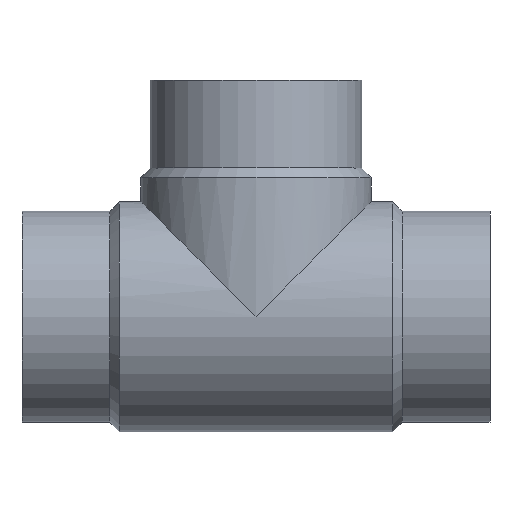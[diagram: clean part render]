
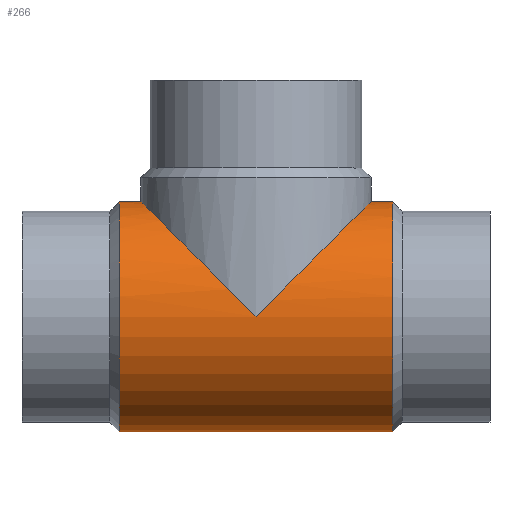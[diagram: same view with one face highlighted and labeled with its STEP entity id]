
A CAD part, top view. The second image highlights one B-rep face of the part: STEP entity #266.
In plain terms, the highlighted cylindrical face has radius 68.2 mm (diameter 136.4 mm), a partial arc.
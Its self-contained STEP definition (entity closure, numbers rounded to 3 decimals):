
#216 = EDGE_CURVE( '', #250, #288, #472, .T. );
#222 = VERTEX_POINT( '', #478 );
#238 = EDGE_CURVE( '', #250, #282, #496, .T. );
#244 = VERTEX_POINT( '', #503 );
#250 = VERTEX_POINT( '', #510 );
#262 = EDGE_CURVE( '', #312, #288, #523, .T. );
#264 = EDGE_CURVE( '', #244, #274, #525, .T. );
#266 = ADVANCED_FACE( '', ( #527 ), #528, .T. );
#270 = EDGE_CURVE( '', #222, #312, #532, .T. );
#272 = EDGE_CURVE( '', #282, #244, #534, .T. );
#274 = VERTEX_POINT( '', #536 );
#282 = VERTEX_POINT( '', #544 );
#288 = VERTEX_POINT( '', #550 );
#312 = VERTEX_POINT( '', #575 );
#354 = EDGE_CURVE( '', #274, #222, #621, .T. );
#472 = CIRCLE( '', #756, 68.2 );
#478 = CARTESIAN_POINT( '', ( -138.5, 0., 68.2 ) );
#496 = LINE( '', #787, #788 );
#503 = CARTESIAN_POINT( '', ( -57.7, 68.2, 0. ) );
#510 = CARTESIAN_POINT( '', ( -219.3, -68.2, 0. ) );
#523 = LINE( '', #820, #821 );
#525 = LINE( '', #824, #825 );
#527 = FACE_OUTER_BOUND( '', #827, .T. );
#528 = CYLINDRICAL_SURFACE( '', #828, 68.2 );
#532 = ELLIPSE( '', #834, 96.449, 68.2 );
#534 = CIRCLE( '', #837, 68.2 );
#536 = CARTESIAN_POINT( '', ( -70.3, 68.2, 0. ) );
#544 = CARTESIAN_POINT( '', ( -57.7, -68.2, 0. ) );
#550 = CARTESIAN_POINT( '', ( -219.3, 68.2, 0. ) );
#575 = CARTESIAN_POINT( '', ( -206.7, 68.2, 0. ) );
#621 = ELLIPSE( '', #954, 96.449, 68.2 );
#756 = AXIS2_PLACEMENT_3D( '', #1123, #1124, #1125 );
#787 = CARTESIAN_POINT( '', ( -138.5, -68.2, 0. ) );
#788 = VECTOR( '', #1153, 1. );
#820 = CARTESIAN_POINT( '', ( -138.5, 68.2, 0. ) );
#821 = VECTOR( '', #1185, 1. );
#824 = CARTESIAN_POINT( '', ( -138.5, 68.2, 0. ) );
#825 = VECTOR( '', #1186, 1. );
#827 = EDGE_LOOP( '', ( #1188, #1189, #1190, #1191, #1192, #1193, #1194 ) );
#828 = AXIS2_PLACEMENT_3D( '', #1195, #1196, #1197 );
#834 = AXIS2_PLACEMENT_3D( '', #1201, #1202, #1203 );
#837 = AXIS2_PLACEMENT_3D( '', #1204, #1205, #1206 );
#954 = AXIS2_PLACEMENT_3D( '', #1281, #1282, #1283 );
#1123 = CARTESIAN_POINT( '', ( -219.3, 0., 0. ) );
#1124 = DIRECTION( '', ( -1., 0., 0. ) );
#1125 = DIRECTION( '', ( 0., 1., 0. ) );
#1153 = DIRECTION( '', ( 1., 0., 0. ) );
#1185 = DIRECTION( '', ( -1., 0., 0. ) );
#1186 = DIRECTION( '', ( -1., 0., 0. ) );
#1188 = ORIENTED_EDGE( '', *, *, #264, .T. );
#1189 = ORIENTED_EDGE( '', *, *, #354, .T. );
#1190 = ORIENTED_EDGE( '', *, *, #270, .T. );
#1191 = ORIENTED_EDGE( '', *, *, #262, .T. );
#1192 = ORIENTED_EDGE( '', *, *, #216, .F. );
#1193 = ORIENTED_EDGE( '', *, *, #238, .T. );
#1194 = ORIENTED_EDGE( '', *, *, #272, .T. );
#1195 = CARTESIAN_POINT( '', ( -138.5, 0., 0. ) );
#1196 = DIRECTION( '', ( 1., 0., 0. ) );
#1197 = DIRECTION( '', ( 0., 1., 0. ) );
#1201 = CARTESIAN_POINT( '', ( -138.5, 0., 0. ) );
#1202 = DIRECTION( '', ( -0.707, -0.707, 0. ) );
#1203 = DIRECTION( '', ( 0.707, -0.707, 0. ) );
#1204 = CARTESIAN_POINT( '', ( -57.7, 0., 0. ) );
#1205 = DIRECTION( '', ( -1., 0., 0. ) );
#1206 = DIRECTION( '', ( 0., 1., 0. ) );
#1281 = CARTESIAN_POINT( '', ( -138.5, 0., 0. ) );
#1282 = DIRECTION( '', ( 0.707, -0.707, 0. ) );
#1283 = DIRECTION( '', ( 0.707, 0.707, 0. ) );
